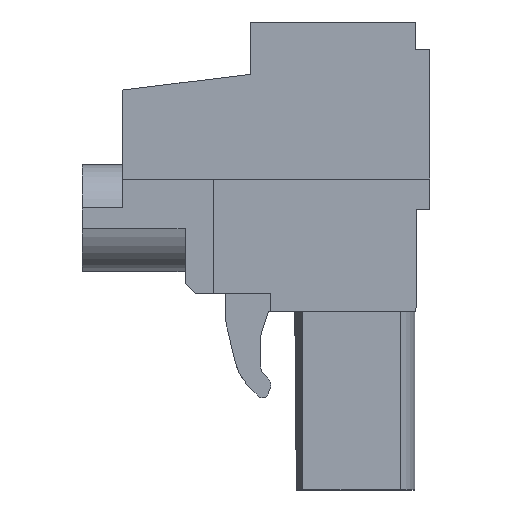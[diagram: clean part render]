
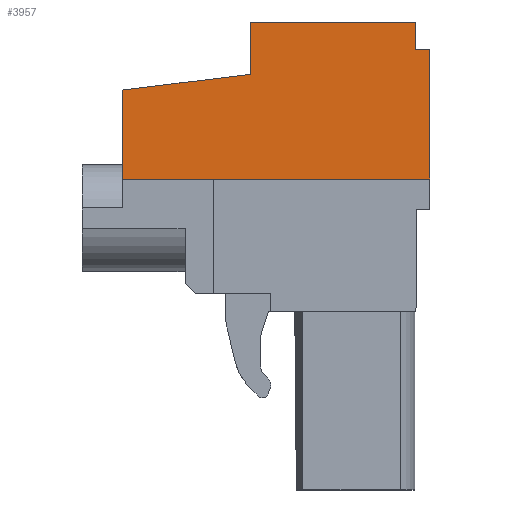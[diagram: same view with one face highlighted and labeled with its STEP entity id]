
A CAD part, left-side view. The second image highlights one B-rep face of the part: STEP entity #3957.
In plain terms, the highlighted planar face has unit normal (-1, 0, 0).
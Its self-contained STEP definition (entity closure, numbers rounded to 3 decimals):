
#3905=AXIS2_PLACEMENT_3D('Plane Axis2P3D',#3902,#3903,#3904) ;
#460=CARTESIAN_POINT('Vertex',(0.,0.,21.9)) ;
#463=CARTESIAN_POINT('Line Origine',(0.,0.,18.675)) ;
#467=CARTESIAN_POINT('Vertex',(0.,0.,15.45)) ;
#3887=CARTESIAN_POINT('Vertex',(0.,0.7,21.9)) ;
#3890=CARTESIAN_POINT('Line Origine',(0.,0.35,21.9)) ;
#3902=CARTESIAN_POINT('Axis2P3D Location',(0.,0.,0.)) ;
#3907=CARTESIAN_POINT('Line Origine',(0.,0.7,22.575)) ;
#3911=CARTESIAN_POINT('Vertex',(0.,0.7,23.25)) ;
#3914=CARTESIAN_POINT('Line Origine',(0.,4.8,23.25)) ;
#3918=CARTESIAN_POINT('Vertex',(0.,8.9,23.25)) ;
#3921=CARTESIAN_POINT('Line Origine',(0.,8.9,21.95)) ;
#3925=CARTESIAN_POINT('Vertex',(0.,8.9,20.65)) ;
#3928=CARTESIAN_POINT('Line Origine',(0.,12.075,20.26)) ;
#3932=CARTESIAN_POINT('Vertex',(0.,15.25,19.87)) ;
#3935=CARTESIAN_POINT('Line Origine',(0.,15.25,17.66)) ;
#3939=CARTESIAN_POINT('Vertex',(0.,15.25,15.45)) ;
#3942=CARTESIAN_POINT('Line Origine',(0.,7.625,15.45)) ;
#464=DIRECTION('Vector Direction',(0.,0.,-1.)) ;
#3891=DIRECTION('Vector Direction',(0.,-1.,0.)) ;
#3903=DIRECTION('Axis2P3D Direction',(-1.,0.,0.)) ;
#3904=DIRECTION('Axis2P3D XDirection',(0.,0.,1.)) ;
#3908=DIRECTION('Vector Direction',(0.,0.,-1.)) ;
#3915=DIRECTION('Vector Direction',(0.,-1.,0.)) ;
#3922=DIRECTION('Vector Direction',(0.,0.,1.)) ;
#3929=DIRECTION('Vector Direction',(0.,-0.993,0.122)) ;
#3936=DIRECTION('Vector Direction',(0.,0.,-1.)) ;
#3943=DIRECTION('Vector Direction',(0.,-1.,0.)) ;
#465=VECTOR('Line Direction',#464,1.) ;
#3892=VECTOR('Line Direction',#3891,1.) ;
#3909=VECTOR('Line Direction',#3908,1.) ;
#3916=VECTOR('Line Direction',#3915,1.) ;
#3923=VECTOR('Line Direction',#3922,1.) ;
#3930=VECTOR('Line Direction',#3929,1.) ;
#3937=VECTOR('Line Direction',#3936,1.) ;
#3944=VECTOR('Line Direction',#3943,1.) ;
#3948=ORIENTED_EDGE('',*,*,#469,.T.) ;
#3949=ORIENTED_EDGE('',*,*,#3894,.T.) ;
#3950=ORIENTED_EDGE('',*,*,#3913,.T.) ;
#3951=ORIENTED_EDGE('',*,*,#3920,.T.) ;
#3952=ORIENTED_EDGE('',*,*,#3927,.T.) ;
#3953=ORIENTED_EDGE('',*,*,#3934,.T.) ;
#3954=ORIENTED_EDGE('',*,*,#3941,.T.) ;
#3955=ORIENTED_EDGE('',*,*,#3946,.F.) ;
#3957=ADVANCED_FACE('HOUSING',(#3956),#3906,.T.) ;
#469=EDGE_CURVE('',#468,#461,#466,.F.) ;
#3894=EDGE_CURVE('',#461,#3888,#3893,.F.) ;
#3913=EDGE_CURVE('',#3888,#3912,#3910,.F.) ;
#3920=EDGE_CURVE('',#3912,#3919,#3917,.F.) ;
#3927=EDGE_CURVE('',#3919,#3926,#3924,.F.) ;
#3934=EDGE_CURVE('',#3926,#3933,#3931,.F.) ;
#3941=EDGE_CURVE('',#3933,#3940,#3938,.T.) ;
#3946=EDGE_CURVE('',#468,#3940,#3945,.F.) ;
#3947=EDGE_LOOP('',(#3948,#3949,#3950,#3951,#3952,#3953,#3954,#3955)) ;
#3956=FACE_OUTER_BOUND('',#3947,.T.) ;
#466=LINE('Line',#463,#465) ;
#3893=LINE('Line',#3890,#3892) ;
#3910=LINE('Line',#3907,#3909) ;
#3917=LINE('Line',#3914,#3916) ;
#3924=LINE('Line',#3921,#3923) ;
#3931=LINE('Line',#3928,#3930) ;
#3938=LINE('Line',#3935,#3937) ;
#3945=LINE('Line',#3942,#3944) ;
#3906=PLANE('',#3905) ;
#461=VERTEX_POINT('',#460) ;
#468=VERTEX_POINT('',#467) ;
#3888=VERTEX_POINT('',#3887) ;
#3912=VERTEX_POINT('',#3911) ;
#3919=VERTEX_POINT('',#3918) ;
#3926=VERTEX_POINT('',#3925) ;
#3933=VERTEX_POINT('',#3932) ;
#3940=VERTEX_POINT('',#3939) ;
